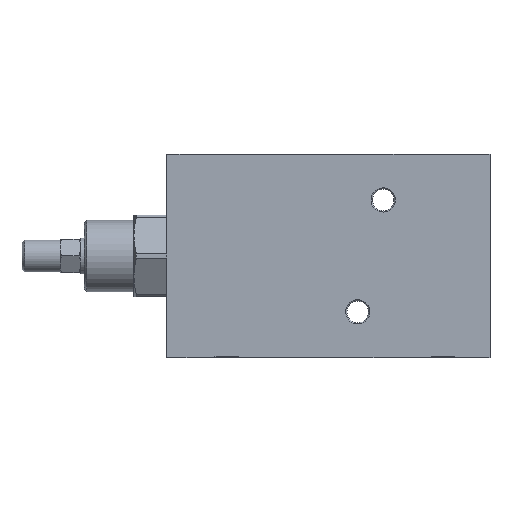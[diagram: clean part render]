
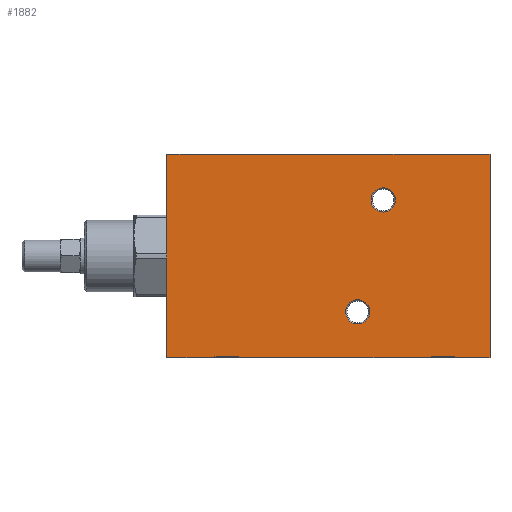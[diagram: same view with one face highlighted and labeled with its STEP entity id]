
A CAD part, top view. The second image highlights one B-rep face of the part: STEP entity #1882.
In plain terms, the highlighted planar face has unit normal (0, 0, 1).
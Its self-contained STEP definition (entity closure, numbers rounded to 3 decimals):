
#131=CIRCLE('',#2000,4.75);
#133=CIRCLE('',#2003,4.75);
#283=ORIENTED_EDGE('',*,*,#619,.F.);
#284=ORIENTED_EDGE('',*,*,#617,.F.);
#285=ORIENTED_EDGE('',*,*,#613,.T.);
#286=ORIENTED_EDGE('',*,*,#593,.F.);
#287=ORIENTED_EDGE('',*,*,#602,.T.);
#288=ORIENTED_EDGE('',*,*,#596,.T.);
#289=ORIENTED_EDGE('',*,*,#600,.T.);
#290=ORIENTED_EDGE('',*,*,#589,.F.);
#291=ORIENTED_EDGE('',*,*,#553,.F.);
#292=ORIENTED_EDGE('',*,*,#572,.F.);
#293=ORIENTED_EDGE('',*,*,#584,.T.);
#294=ORIENTED_EDGE('',*,*,#581,.T.);
#295=ORIENTED_EDGE('',*,*,#586,.T.);
#296=ORIENTED_EDGE('',*,*,#576,.F.);
#297=ORIENTED_EDGE('',*,*,#568,.T.);
#298=ORIENTED_EDGE('',*,*,#562,.T.);
#299=ORIENTED_EDGE('',*,*,#566,.T.);
#300=ORIENTED_EDGE('',*,*,#559,.F.);
#301=ORIENTED_EDGE('',*,*,#543,.F.);
#302=ORIENTED_EDGE('',*,*,#620,.F.);
#303=ORIENTED_EDGE('',*,*,#545,.F.);
#304=ORIENTED_EDGE('',*,*,#605,.F.);
#305=ORIENTED_EDGE('',*,*,#615,.T.);
#306=ORIENTED_EDGE('',*,*,#609,.T.);
#543=EDGE_CURVE('',#725,#726,#845,.T.);
#545=EDGE_CURVE('',#727,#728,#847,.T.);
#553=EDGE_CURVE('',#735,#736,#853,.T.);
#559=EDGE_CURVE('',#726,#739,#858,.T.);
#562=EDGE_CURVE('',#743,#744,#859,.T.);
#566=EDGE_CURVE('',#744,#739,#861,.T.);
#568=EDGE_CURVE('',#747,#743,#863,.T.);
#572=EDGE_CURVE('',#750,#735,#865,.T.);
#576=EDGE_CURVE('',#747,#751,#868,.T.);
#581=EDGE_CURVE('',#758,#757,#870,.T.);
#584=EDGE_CURVE('',#750,#758,#872,.T.);
#586=EDGE_CURVE('',#757,#751,#874,.T.);
#589=EDGE_CURVE('',#736,#759,#876,.T.);
#593=EDGE_CURVE('',#764,#761,#878,.T.);
#596=EDGE_CURVE('',#767,#768,#879,.T.);
#600=EDGE_CURVE('',#768,#759,#881,.T.);
#602=EDGE_CURVE('',#764,#767,#883,.T.);
#605=EDGE_CURVE('',#772,#727,#885,.T.);
#609=EDGE_CURVE('',#775,#776,#887,.T.);
#613=EDGE_CURVE('',#776,#761,#889,.T.);
#615=EDGE_CURVE('',#772,#775,#891,.T.);
#617=EDGE_CURVE('',#779,#779,#131,.T.);
#619=EDGE_CURVE('',#781,#781,#133,.T.);
#620=EDGE_CURVE('',#728,#725,#893,.T.);
#725=VERTEX_POINT('',#2499);
#726=VERTEX_POINT('',#2501);
#727=VERTEX_POINT('',#2505);
#728=VERTEX_POINT('',#2506);
#735=VERTEX_POINT('',#2522);
#736=VERTEX_POINT('',#2523);
#739=VERTEX_POINT('',#2531);
#743=VERTEX_POINT('',#2543);
#744=VERTEX_POINT('',#2544);
#747=VERTEX_POINT('',#2555);
#750=VERTEX_POINT('',#2562);
#751=VERTEX_POINT('',#2567);
#757=VERTEX_POINT('',#2582);
#758=VERTEX_POINT('',#2584);
#759=VERTEX_POINT('',#2594);
#761=VERTEX_POINT('',#2600);
#764=VERTEX_POINT('',#2605);
#767=VERTEX_POINT('',#2615);
#768=VERTEX_POINT('',#2616);
#772=VERTEX_POINT('',#2631);
#775=VERTEX_POINT('',#2642);
#776=VERTEX_POINT('',#2643);
#779=VERTEX_POINT('',#2657);
#781=VERTEX_POINT('',#2662);
#845=LINE('',#2500,#921);
#847=LINE('',#2504,#923);
#853=LINE('',#2521,#929);
#858=LINE('',#2534,#934);
#859=LINE('',#2542,#935);
#861=LINE('',#2551,#937);
#863=LINE('',#2554,#939);
#865=LINE('',#2563,#941);
#868=LINE('',#2570,#944);
#870=LINE('',#2583,#946);
#872=LINE('',#2588,#948);
#874=LINE('',#2591,#950);
#876=LINE('',#2597,#952);
#878=LINE('',#2606,#954);
#879=LINE('',#2614,#955);
#881=LINE('',#2623,#957);
#883=LINE('',#2626,#959);
#885=LINE('',#2632,#961);
#887=LINE('',#2641,#963);
#889=LINE('',#2650,#965);
#891=LINE('',#2653,#967);
#893=LINE('',#2663,#969);
#921=VECTOR('',#2109,1000.);
#923=VECTOR('',#2113,1000.);
#929=VECTOR('',#2125,1000.);
#934=VECTOR('',#2134,1000.);
#935=VECTOR('',#2145,1000.);
#937=VECTOR('',#2153,1000.);
#939=VECTOR('',#2157,1000.);
#941=VECTOR('',#2165,1000.);
#944=VECTOR('',#2172,1000.);
#946=VECTOR('',#2186,1000.);
#948=VECTOR('',#2192,1000.);
#950=VECTOR('',#2196,1000.);
#952=VECTOR('',#2202,1000.);
#954=VECTOR('',#2210,1000.);
#955=VECTOR('',#2221,1000.);
#957=VECTOR('',#2229,1000.);
#959=VECTOR('',#2233,1000.);
#961=VECTOR('',#2239,1000.);
#963=VECTOR('',#2251,1000.);
#965=VECTOR('',#2259,1000.);
#967=VECTOR('',#2263,1000.);
#969=VECTOR('',#2275,1000.);
#1032=EDGE_LOOP('',(#283));
#1033=EDGE_LOOP('',(#284));
#1034=EDGE_LOOP('',(#285,#286,#287,#288,#289,#290,#291,#292,#293,#294,#295,
#296,#297,#298,#299,#300,#301,#302,#303,#304,#305,#306));
#1144=FACE_BOUND('',#1032,.T.);
#1145=FACE_BOUND('',#1033,.T.);
#1146=FACE_BOUND('',#1034,.T.);
#1234=PLANE('',#2002);
#1882=ADVANCED_FACE('',(#1144,#1145,#1146),#1234,.T.);
#2000=AXIS2_PLACEMENT_3D('',#2656,#2267,#2268);
#2002=AXIS2_PLACEMENT_3D('',#2660,#2271,#2272);
#2003=AXIS2_PLACEMENT_3D('',#2661,#2273,#2274);
#2109=DIRECTION('',(0.,1.,0.));
#2113=DIRECTION('',(0.,1.,0.));
#2125=DIRECTION('',(0.,-1.,0.));
#2134=DIRECTION('',(1.,0.,0.));
#2145=DIRECTION('',(-1.,0.,0.));
#2153=DIRECTION('',(0.,1.,0.));
#2157=DIRECTION('',(0.,-1.,0.));
#2165=DIRECTION('',(1.,0.,0.));
#2172=DIRECTION('',(1.,0.,0.));
#2186=DIRECTION('',(-1.,0.,0.));
#2192=DIRECTION('',(0.,-1.,0.));
#2196=DIRECTION('',(0.,1.,0.));
#2202=DIRECTION('',(-1.,0.,0.));
#2210=DIRECTION('',(-1.,0.,0.));
#2221=DIRECTION('',(1.,0.,0.));
#2229=DIRECTION('',(0.,-1.,0.));
#2233=DIRECTION('',(0.,1.,0.));
#2239=DIRECTION('',(-1.,0.,0.));
#2251=DIRECTION('',(1.,0.,0.));
#2259=DIRECTION('',(0.,-1.,0.));
#2263=DIRECTION('',(0.,1.,0.));
#2267=DIRECTION('',(0.,0.,1.));
#2268=DIRECTION('',(-1.,0.,0.));
#2271=DIRECTION('',(0.,0.,1.));
#2272=DIRECTION('',(1.,0.,0.));
#2273=DIRECTION('',(0.,0.,1.));
#2274=DIRECTION('',(-1.,0.,0.));
#2275=DIRECTION('',(0.,1.,0.));
#2499=CARTESIAN_POINT('',(-26.7,21.689,35.));
#2500=CARTESIAN_POINT('',(-26.7,-20.,35.));
#2501=CARTESIAN_POINT('',(-26.7,60.,35.));
#2504=CARTESIAN_POINT('',(-26.7,-20.,35.));
#2505=CARTESIAN_POINT('',(-26.7,-20.,35.));
#2506=CARTESIAN_POINT('',(-26.7,18.311,35.));
#2521=CARTESIAN_POINT('',(100.3,60.,35.));
#2522=CARTESIAN_POINT('',(100.3,60.,35.));
#2523=CARTESIAN_POINT('',(100.3,-20.,35.));
#2531=CARTESIAN_POINT('',(31.587,60.,35.));
#2534=CARTESIAN_POINT('',(-26.7,60.,35.));
#2542=CARTESIAN_POINT('',(40.013,59.7,35.));
#2543=CARTESIAN_POINT('',(40.013,59.7,35.));
#2544=CARTESIAN_POINT('',(31.587,59.7,35.));
#2551=CARTESIAN_POINT('',(31.587,59.7,35.));
#2554=CARTESIAN_POINT('',(40.013,60.,35.));
#2555=CARTESIAN_POINT('',(40.013,60.,35.));
#2562=CARTESIAN_POINT('',(86.013,60.,35.));
#2563=CARTESIAN_POINT('',(86.013,60.,35.));
#2567=CARTESIAN_POINT('',(77.587,60.,35.));
#2570=CARTESIAN_POINT('',(40.013,60.,35.));
#2582=CARTESIAN_POINT('',(77.587,59.7,35.));
#2583=CARTESIAN_POINT('',(86.013,59.7,35.));
#2584=CARTESIAN_POINT('',(86.013,59.7,35.));
#2588=CARTESIAN_POINT('',(86.013,60.,35.));
#2591=CARTESIAN_POINT('',(77.587,59.7,35.));
#2594=CARTESIAN_POINT('',(86.013,-20.,35.));
#2597=CARTESIAN_POINT('',(100.3,-20.,35.));
#2600=CARTESIAN_POINT('',(1.013,-20.,35.));
#2605=CARTESIAN_POINT('',(77.587,-20.,35.));
#2606=CARTESIAN_POINT('',(77.587,-20.,35.));
#2614=CARTESIAN_POINT('',(77.587,-19.7,35.));
#2615=CARTESIAN_POINT('',(77.587,-19.7,35.));
#2616=CARTESIAN_POINT('',(86.013,-19.7,35.));
#2623=CARTESIAN_POINT('',(86.013,-19.7,35.));
#2626=CARTESIAN_POINT('',(77.587,-20.,35.));
#2631=CARTESIAN_POINT('',(-7.413,-20.,35.));
#2632=CARTESIAN_POINT('',(-7.413,-20.,35.));
#2641=CARTESIAN_POINT('',(-7.413,-19.7,35.));
#2642=CARTESIAN_POINT('',(-7.413,-19.7,35.));
#2643=CARTESIAN_POINT('',(1.013,-19.7,35.));
#2650=CARTESIAN_POINT('',(1.013,-19.7,35.));
#2653=CARTESIAN_POINT('',(-7.413,-20.,35.));
#2656=CARTESIAN_POINT('',(58.3,42.,35.));
#2657=CARTESIAN_POINT('',(53.55,42.,35.));
#2660=CARTESIAN_POINT('',(36.8,20.,35.));
#2661=CARTESIAN_POINT('',(48.3,-2.,35.));
#2662=CARTESIAN_POINT('',(43.55,-2.,35.));
#2663=CARTESIAN_POINT('',(-26.7,-20.,35.));
